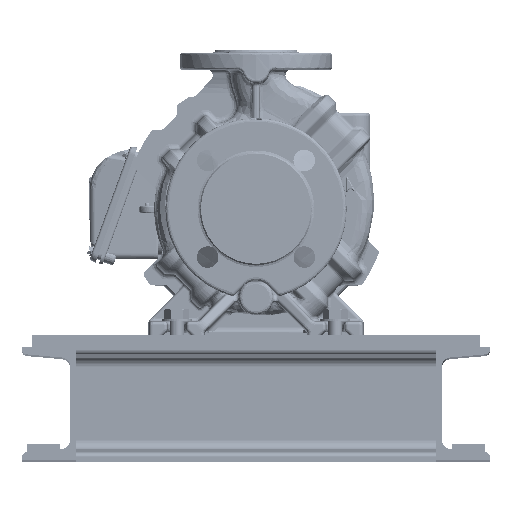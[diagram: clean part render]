
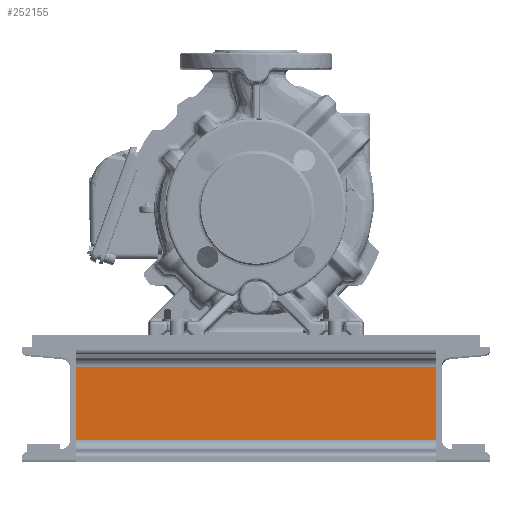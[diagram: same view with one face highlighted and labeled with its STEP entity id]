
A CAD part, top view. The second image highlights one B-rep face of the part: STEP entity #252155.
In plain terms, the highlighted face is planar.
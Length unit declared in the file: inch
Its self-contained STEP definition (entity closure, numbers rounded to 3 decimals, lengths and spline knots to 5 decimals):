
#23886 = VECTOR ( 'NONE', #58842, 39.37008 ) ;
#35983 = DIRECTION ( 'NONE',  ( -1., 0., 0. ) ) ;
#44283 = LINE ( 'NONE', #324399, #48897 ) ;
#48897 = VECTOR ( 'NONE', #391621, 39.37008 ) ;
#56374 = CARTESIAN_POINT ( 'NONE',  ( 0.20866, 1.26264, -6.25 ) ) ;
#58842 = DIRECTION ( 'NONE',  ( 0., -1., 0. ) ) ;
#63710 = CARTESIAN_POINT ( 'NONE',  ( 0.20866, 1.26264, -6.25 ) ) ;
#78140 = VERTEX_POINT ( 'NONE', #90068 ) ;
#90068 = CARTESIAN_POINT ( 'NONE',  ( 0.20866, -1.26264, -6.25 ) ) ;
#94052 = DIRECTION ( 'NONE',  ( 0., 0., 1. ) ) ;
#121446 = FACE_OUTER_BOUND ( 'NONE', #379051, .T. ) ;
#121691 = LINE ( 'NONE', #430943, #23886 ) ;
#138146 = VERTEX_POINT ( 'NONE', #211161 ) ;
#186051 = VERTEX_POINT ( 'NONE', #430761 ) ;
#190915 = PLANE ( 'NONE',  #385108 ) ;
#196064 = LINE ( 'NONE', #63710, #199415 ) ;
#199415 = VECTOR ( 'NONE', #294719, 39.37008 ) ;
#211161 = CARTESIAN_POINT ( 'NONE',  ( 0.20866, -1.26264, 6.25 ) ) ;
#219805 = ORIENTED_EDGE ( 'NONE', *, *, #409523, .F. ) ;
#222934 = ORIENTED_EDGE ( 'NONE', *, *, #368074, .T. ) ;
#252155 = ADVANCED_FACE ( 'NONE', ( #121446 ), #190915, .F. ) ;
#276965 = VECTOR ( 'NONE', #94052, 39.37008 ) ;
#289970 = VERTEX_POINT ( 'NONE', #292473 ) ;
#290087 = EDGE_CURVE ( 'NONE', #186051, #289970, #196064, .T. ) ;
#292473 = CARTESIAN_POINT ( 'NONE',  ( 0.20866, 1.26264, 6.25 ) ) ;
#294719 = DIRECTION ( 'NONE',  ( 0., 0., 1. ) ) ;
#302837 = DIRECTION ( 'NONE',  ( 0., 0., 1. ) ) ;
#324399 = CARTESIAN_POINT ( 'NONE',  ( 0.20866, 1.26264, 6.25 ) ) ;
#325035 = CARTESIAN_POINT ( 'NONE',  ( 0.20866, -1.26264, -6.25 ) ) ;
#367389 = ORIENTED_EDGE ( 'NONE', *, *, #290087, .T. ) ;
#368074 = EDGE_CURVE ( 'NONE', #289970, #138146, #44283, .T. ) ;
#379051 = EDGE_LOOP ( 'NONE', ( #367389, #222934, #219805, #424291 ) ) ;
#385108 = AXIS2_PLACEMENT_3D ( 'NONE', #56374, #35983, #302837 ) ;
#391621 = DIRECTION ( 'NONE',  ( 0., -1., 0. ) ) ;
#399435 = EDGE_CURVE ( 'NONE', #186051, #78140, #121691, .T. ) ;
#409523 = EDGE_CURVE ( 'NONE', #78140, #138146, #432513, .T. ) ;
#424291 = ORIENTED_EDGE ( 'NONE', *, *, #399435, .F. ) ;
#430761 = CARTESIAN_POINT ( 'NONE',  ( 0.20866, 1.26264, -6.25 ) ) ;
#430943 = CARTESIAN_POINT ( 'NONE',  ( 0.20866, 1.26264, -6.25 ) ) ;
#432513 = LINE ( 'NONE', #325035, #276965 ) ;
